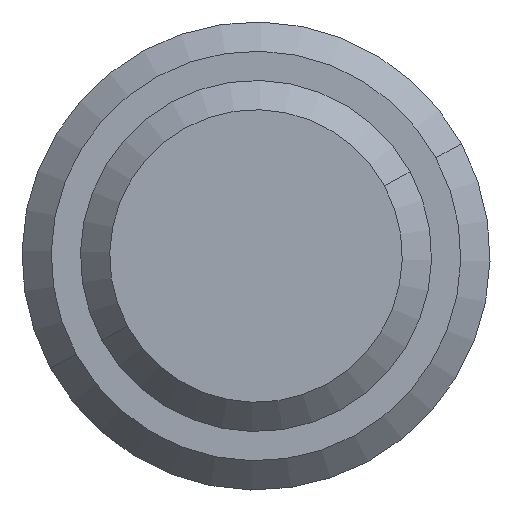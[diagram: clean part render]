
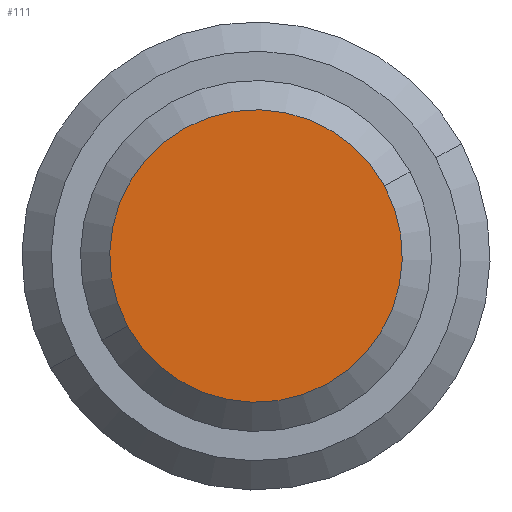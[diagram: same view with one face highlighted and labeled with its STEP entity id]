
A CAD part, front view. The second image highlights one B-rep face of the part: STEP entity #111.
In plain terms, the highlighted planar face has unit normal (0, -1, 0).
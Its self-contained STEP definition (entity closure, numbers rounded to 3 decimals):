
#88=CARTESIAN_POINT('Axis2P3D Location',(3.,-18.,0.)) ;
#93=CARTESIAN_POINT('Axis2P3D Location',(0.,-18.,0.)) ;
#97=CARTESIAN_POINT('Vertex',(-2.194,-18.,-1.199)) ;
#99=CARTESIAN_POINT('Vertex',(2.194,-18.,1.199)) ;
#102=CARTESIAN_POINT('Axis2P3D Location',(0.,-18.,0.)) ;
#89=DIRECTION('Axis2P3D Direction',(0.,-1.,0.)) ;
#90=DIRECTION('Axis2P3D XDirection',(1.,0.,0.)) ;
#94=DIRECTION('Axis2P3D Direction',(0.,-1.,0.)) ;
#103=DIRECTION('Axis2P3D Direction',(0.,-1.,0.)) ;
#91=AXIS2_PLACEMENT_3D('Plane Axis2P3D',#88,#89,#90) ;
#95=AXIS2_PLACEMENT_3D('Circle Axis2P3D',#93,#94,$) ;
#104=AXIS2_PLACEMENT_3D('Circle Axis2P3D',#102,#103,$) ;
#96=CIRCLE('generated circle',#95,2.5) ;
#105=CIRCLE('generated circle',#104,2.5) ;
#92=PLANE('',#91) ;
#101=EDGE_CURVE('',#98,#100,#96,.T.) ;
#106=EDGE_CURVE('',#100,#98,#105,.T.) ;
#108=ORIENTED_EDGE('',*,*,#101,.T.) ;
#109=ORIENTED_EDGE('',*,*,#106,.T.) ;
#107=EDGE_LOOP('',(#108,#109)) ;
#98=VERTEX_POINT('',#97) ;
#100=VERTEX_POINT('',#99) ;
#111=ADVANCED_FACE('PartBody',(#110),#92,.T.) ;
#110=FACE_OUTER_BOUND('',#107,.T.) ;
